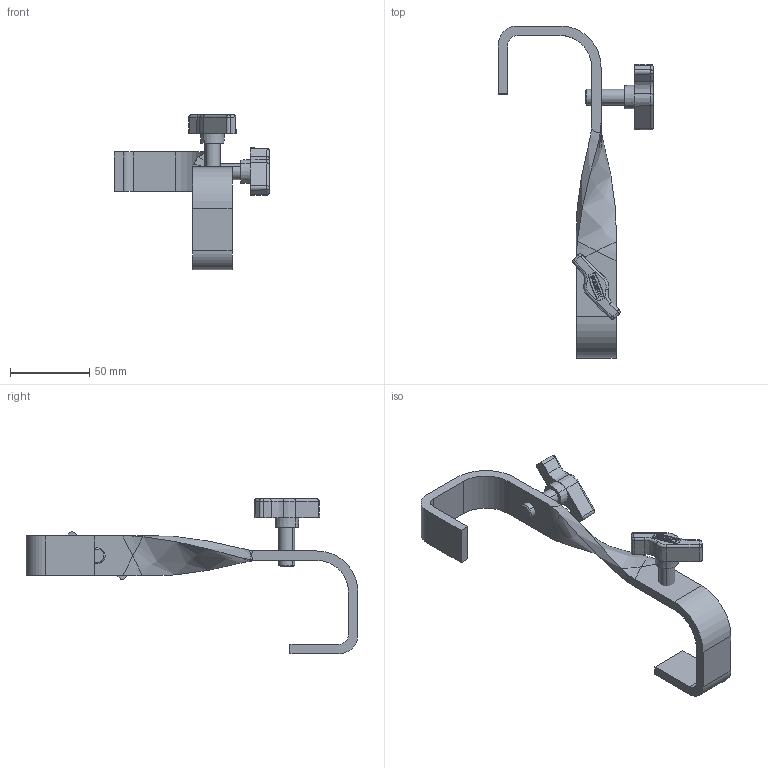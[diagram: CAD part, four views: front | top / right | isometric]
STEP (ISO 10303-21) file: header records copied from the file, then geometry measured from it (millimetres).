
FILE_DESCRIPTION (( 'STEP AP203' ), '1' );
FILE_NAME ('T21500.STEP', '2018-07-16T14:37:19', ( '' ), ( '' ), 'SwSTEP 2.0', 'SolidWorks 2016', '' );
FILE_SCHEMA (( 'CONFIG_CONTROL_DESIGN' ));
Length unit declared in the file: millimetre
Products named in the file (3): T21500; Doughty Knob_S0158; TH093_TH093
Assembly tree (3 placements, depth 2):
  T21500
    TH093_TH093
    Doughty Knob_S0158  x2
Bounding box: 98.3 x 210 x 98.3 mm (x, y, z)
Volume: 72303.2 mm3; surface area: 30520.6 mm2
Topology: 3 solids, 3 shells, 515 faces, 1371 edges, 892 vertices
Faces by surface type: plane 295, cylinder 92, bspline 88, cone 24, torus 16
Entity records: 17345 total; most frequent: CARTESIAN_POINT 8045, ORIENTED_EDGE 2080, DIRECTION 1495, EDGE_CURVE 1040, VERTEX_POINT 686, LINE 609, VECTOR 609, AXIS2_PLACEMENT_3D 443
